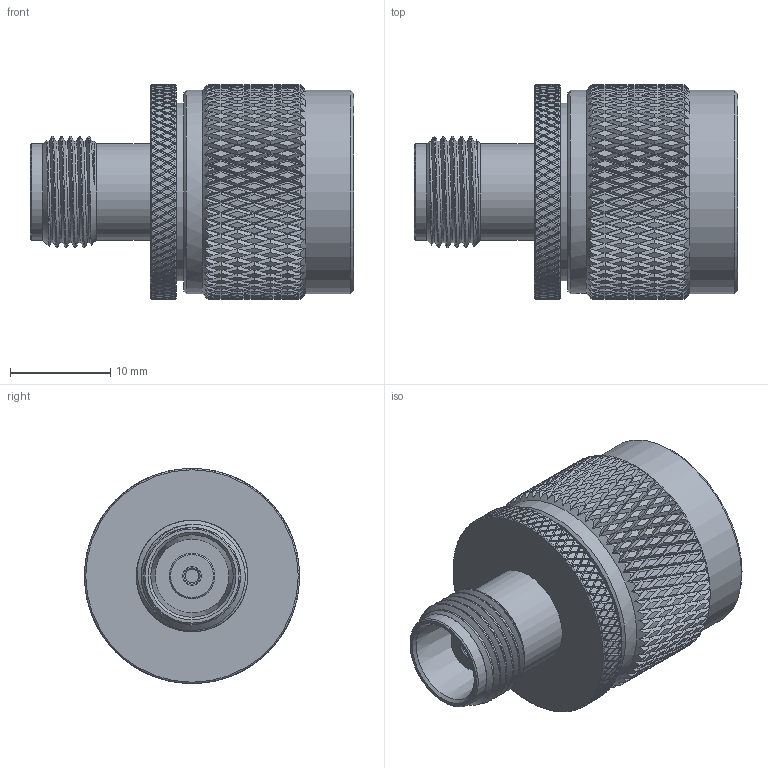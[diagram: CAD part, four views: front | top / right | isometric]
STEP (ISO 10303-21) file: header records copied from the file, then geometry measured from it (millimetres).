
FILE_DESCRIPTION (( 'STEP AP203' ), '1' );
FILE_NAME ('PE9090_3D.step', '2021-09-12T16:55:11', ( '' ), ( '' ), 'SwSTEP 2.0', 'SolidWorks 2021', '' );
FILE_SCHEMA (( 'CONFIG_CONTROL_DESIGN' ));
Products named in the file (1): PE9090_3D
Bounding box: 32.31 x 21.47 x 21.47 mm (x, y, z)
Volume: 5793.1 mm3; surface area: 4539 mm2
Topology: 1 solids, 1 shells, 4532 faces, 9995 edges, 5477 vertices
Faces by surface type: bspline 3685, cylinder 763, plane 54, cone 29, torus 1
Full cylindrical faces by diameter (mm): 1.346 x1, 1.524 x1, 1.854 x1, 2.54 x1, 4.572 x1, 6.807 x1, 7.823 x1, 9.652 x2, 16.383 x1, 17.769 x1, 20.309 x2
Entity records: 173442 total; most frequent: CARTESIAN_POINT 114428, ORIENTED_EDGE 19892, EDGE_CURVE 9946, VERTEX_POINT 5459, B_SPLINE_CURVE_WITH_KNOTS 4838, EDGE_LOOP 4573, FACE_OUTER_BOUND 4545, ADVANCED_FACE 4531
